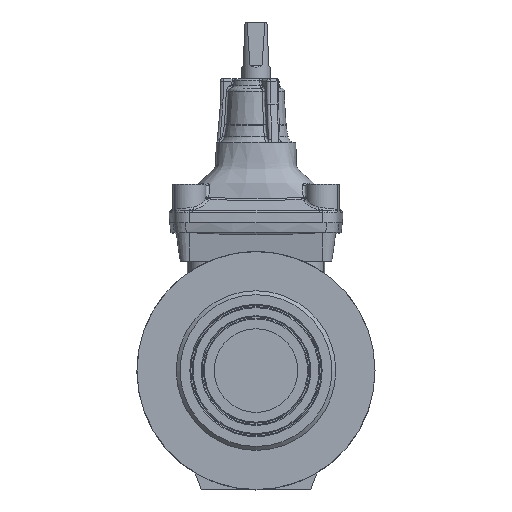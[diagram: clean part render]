
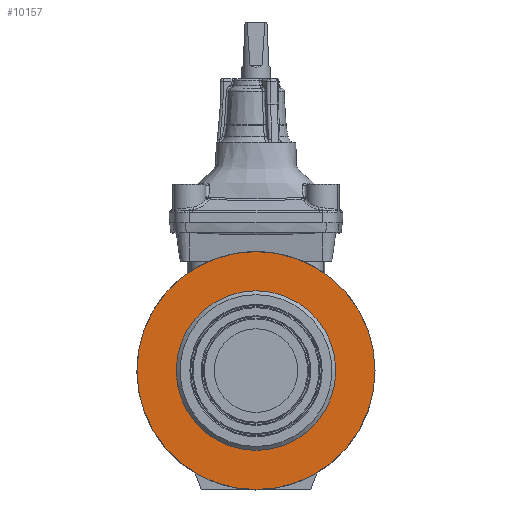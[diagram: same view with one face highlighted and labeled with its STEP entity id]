
A CAD part, top view. The second image highlights one B-rep face of the part: STEP entity #10157.
In plain terms, the highlighted planar face has unit normal (0, 0, 1).
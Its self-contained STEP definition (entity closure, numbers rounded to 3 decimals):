
#946 = CARTESIAN_POINT ( 'NONE',  ( 62., 0., 82. ) ) ;
#950 = CARTESIAN_POINT ( 'NONE',  ( 92.5, 0., 82. ) ) ;
#2792 = AXIS2_PLACEMENT_3D ( 'NONE', #16057, #16061, #16062 ) ;
#4572 = ORIENTED_EDGE ( 'NONE', *, *, #13829, .T. ) ;
#4621 = ORIENTED_EDGE ( 'NONE', *, *, #13813, .F. ) ;
#5753 = CARTESIAN_POINT ( 'NONE',  ( 0., 0., 82. ) ) ;
#5755 = DIRECTION ( 'NONE',  ( 0., 0., 1. ) ) ;
#5757 = DIRECTION ( 'NONE',  ( 1., 0., 0. ) ) ;
#5942 = CARTESIAN_POINT ( 'NONE',  ( 0., 0., 82. ) ) ;
#5944 = DIRECTION ( 'NONE',  ( 0., 0., 1. ) ) ;
#5946 = DIRECTION ( 'NONE',  ( 1., 0., 0. ) ) ;
#10157 = ADVANCED_FACE ( 'NONE', ( #14273, #14277 ), #16059, .T. ) ;
#11697 = EDGE_LOOP ( 'NONE', ( #4572 ) ) ;
#11726 = EDGE_LOOP ( 'NONE', ( #4621 ) ) ;
#13813 = EDGE_CURVE ( 'NONE', #14977, #14977, #14583, .T. ) ;
#13829 = EDGE_CURVE ( 'NONE', #14979, #14979, #14597, .T. ) ;
#14273 = FACE_BOUND ( 'NONE', #11726, .T. ) ;
#14277 = FACE_OUTER_BOUND ( 'NONE', #11697, .T. ) ;
#14583 = CIRCLE ( 'NONE', #19206, 62. ) ;
#14597 = CIRCLE ( 'NONE', #19212, 92.5 ) ;
#14977 = VERTEX_POINT ( 'NONE', #946 ) ;
#14979 = VERTEX_POINT ( 'NONE', #950 ) ;
#16057 = CARTESIAN_POINT ( 'NONE',  ( 0., 92.5, 82. ) ) ;
#16059 = PLANE ( 'NONE',  #2792 ) ;
#16061 = DIRECTION ( 'NONE',  ( 0., 0., 1. ) ) ;
#16062 = DIRECTION ( 'NONE',  ( -1., 0., 0. ) ) ;
#19206 = AXIS2_PLACEMENT_3D ( 'NONE', #5753, #5755, #5757 ) ;
#19212 = AXIS2_PLACEMENT_3D ( 'NONE', #5942, #5944, #5946 ) ;
